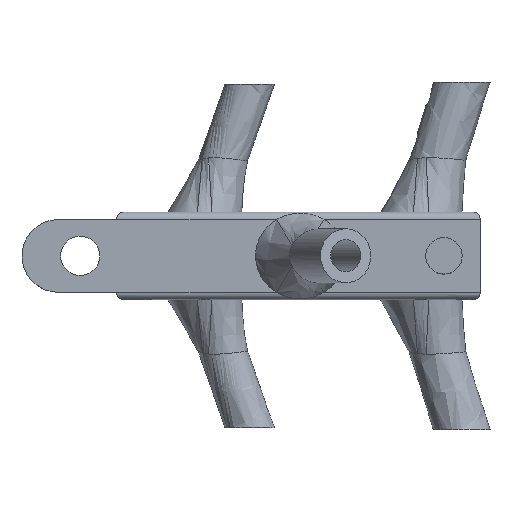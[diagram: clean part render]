
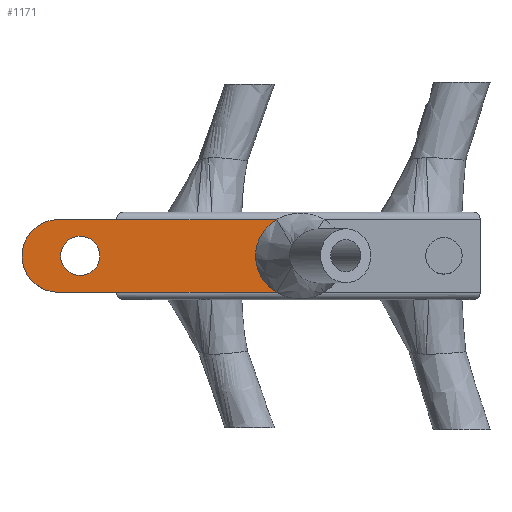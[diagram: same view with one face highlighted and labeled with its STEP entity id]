
A CAD part, top view. The second image highlights one B-rep face of the part: STEP entity #1171.
In plain terms, the highlighted planar face has unit normal (0, 0, 1).
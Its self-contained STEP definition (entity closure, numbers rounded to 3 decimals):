
#53=B_SPLINE_CURVE_WITH_KNOTS('',3,(#1635,#1636,#1637,#1638,#1639,#1640,
#1641),.UNSPECIFIED.,.F.,.F.,(4,1,1,1,4),(-1.,-0.429,
0.143,0.715,1.),.UNSPECIFIED.);
#129=FACE_BOUND('',#217,.T.);
#139=FACE_OUTER_BOUND('',#216,.T.);
#216=EDGE_LOOP('',(#796,#797,#798,#799,#800,#801));
#217=EDGE_LOOP('',(#802));
#309=LINE('',#1631,#388);
#310=LINE('',#1633,#389);
#311=LINE('',#1643,#390);
#312=LINE('',#1644,#391);
#388=VECTOR('',#1369,10.);
#389=VECTOR('',#1370,10.);
#390=VECTOR('',#1371,10.);
#391=VECTOR('',#1372,10.);
#457=CIRCLE('',#1262,5.);
#458=CIRCLE('',#1264,2.7);
#503=VERTEX_POINT('',#1624);
#504=VERTEX_POINT('',#1626);
#505=VERTEX_POINT('',#1630);
#506=VERTEX_POINT('',#1632);
#507=VERTEX_POINT('',#1634);
#508=VERTEX_POINT('',#1642);
#509=VERTEX_POINT('',#1645);
#613=EDGE_CURVE('',#503,#504,#457,.T.);
#615=EDGE_CURVE('',#505,#503,#309,.T.);
#616=EDGE_CURVE('',#506,#505,#310,.T.);
#617=EDGE_CURVE('',#507,#506,#53,.T.);
#618=EDGE_CURVE('',#508,#507,#311,.T.);
#619=EDGE_CURVE('',#508,#504,#312,.T.);
#620=EDGE_CURVE('',#509,#509,#458,.T.);
#796=ORIENTED_EDGE('',*,*,#613,.F.);
#797=ORIENTED_EDGE('',*,*,#615,.F.);
#798=ORIENTED_EDGE('',*,*,#616,.F.);
#799=ORIENTED_EDGE('',*,*,#617,.F.);
#800=ORIENTED_EDGE('',*,*,#618,.F.);
#801=ORIENTED_EDGE('',*,*,#619,.T.);
#802=ORIENTED_EDGE('',*,*,#620,.T.);
#1143=PLANE('',#1263);
#1171=ADVANCED_FACE('',(#139,#129),#1143,.T.);
#1262=AXIS2_PLACEMENT_3D('',#1627,#1364,#1365);
#1263=AXIS2_PLACEMENT_3D('',#1629,#1367,#1368);
#1264=AXIS2_PLACEMENT_3D('',#1646,#1373,#1374);
#1364=DIRECTION('center_axis',(0.,0.,-1.));
#1365=DIRECTION('ref_axis',(-0.707,0.707,0.));
#1367=DIRECTION('center_axis',(0.,0.,1.));
#1368=DIRECTION('ref_axis',(1.,0.,0.));
#1369=DIRECTION('',(-1.,0.,0.));
#1370=DIRECTION('',(-1.,0.,0.));
#1371=DIRECTION('',(1.,0.,0.));
#1372=DIRECTION('',(-1.,0.,0.));
#1373=DIRECTION('center_axis',(0.,0.,-1.));
#1374=DIRECTION('ref_axis',(0.,1.,0.));
#1624=CARTESIAN_POINT('',(1094.892,-5.,5.83));
#1626=CARTESIAN_POINT('',(1094.892,5.,5.83));
#1627=CARTESIAN_POINT('Origin',(1094.892,0.,5.83));
#1629=CARTESIAN_POINT('Origin',(1102.892,0.,5.83));
#1630=CARTESIAN_POINT('',(1102.892,-5.,5.83));
#1631=CARTESIAN_POINT('',(1102.892,-5.,5.83));
#1632=CARTESIAN_POINT('',(1124.88,-5.,5.83));
#1633=CARTESIAN_POINT('',(1115.392,-5.,5.83));
#1634=CARTESIAN_POINT('',(1124.88,5.,5.83));
#1635=CARTESIAN_POINT('Ctrl Pts',(1124.88,5.,5.83));
#1636=CARTESIAN_POINT('Ctrl Pts',(1123.897,4.41,5.83));
#1637=CARTESIAN_POINT('Ctrl Pts',(1122.257,2.664,5.83));
#1638=CARTESIAN_POINT('Ctrl Pts',(1121.698,-0.92,5.83));
#1639=CARTESIAN_POINT('Ctrl Pts',(1123.034,-3.619,5.83));
#1640=CARTESIAN_POINT('Ctrl Pts',(1124.388,-4.705,5.83));
#1641=CARTESIAN_POINT('Ctrl Pts',(1124.88,-5.,5.83));
#1642=CARTESIAN_POINT('',(1102.892,5.,5.83));
#1643=CARTESIAN_POINT('',(1115.392,5.,5.83));
#1644=CARTESIAN_POINT('',(1102.892,5.,5.83));
#1645=CARTESIAN_POINT('',(1097.892,-2.7,5.83));
#1646=CARTESIAN_POINT('Origin',(1097.892,0.,5.83));
